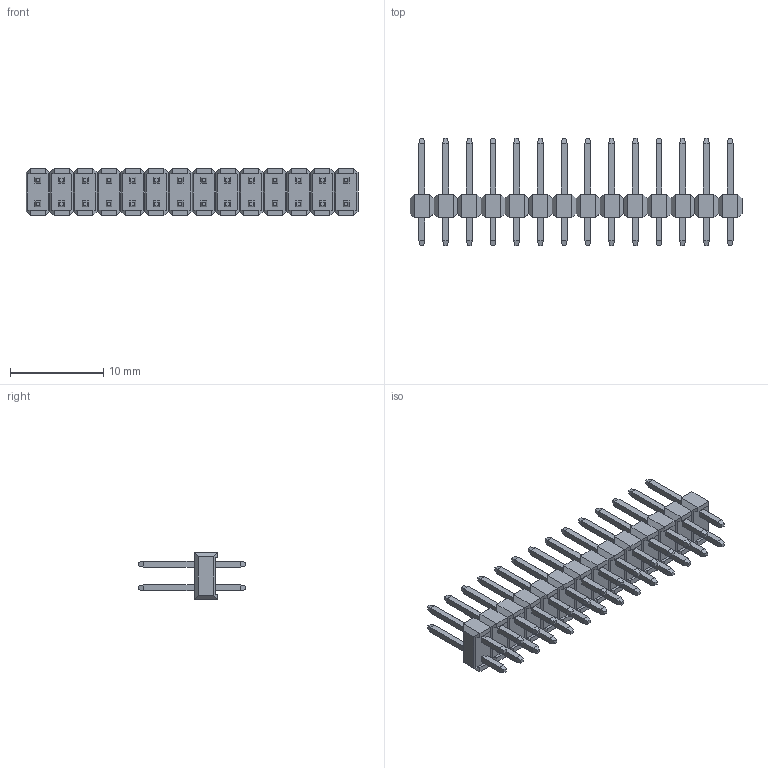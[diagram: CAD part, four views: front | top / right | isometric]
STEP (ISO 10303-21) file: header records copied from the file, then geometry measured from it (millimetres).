
FILE_DESCRIPTION (( 'STEP AP214' ), '1' );
FILE_NAME ('HEADER 2X14.STEP', '2013-11-27T11:13:19', ( '' ), ( '' ), 'SwSTEP 2.0', 'SolidWorks 2012', '' );
FILE_SCHEMA (( 'AUTOMOTIVE_DESIGN' ));
Length unit declared in the file: millimetre
Products named in the file (1): HEADER 2X14
Bounding box: 35.56 x 11.54 x 5.04 mm (x, y, z)
Volume: 484.4 mm3; surface area: 1240.4 mm2
Topology: 1 solids, 1 shells, 734 faces, 1640 edges, 964 vertices
Faces by surface type: plane 734
Entity records: 27508 total; most frequent: CARTESIAN_POINT 3339, ORIENTED_EDGE 3280, DIRECTION 3110, VECTOR 1640, EDGE_CURVE 1640, LINE 1640, VERTEX_POINT 964, EDGE_LOOP 790
